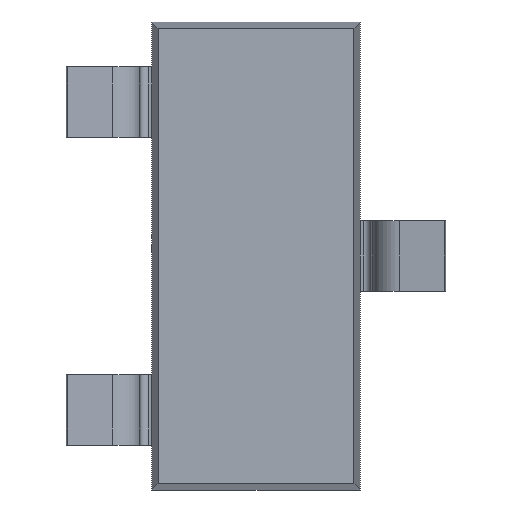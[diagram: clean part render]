
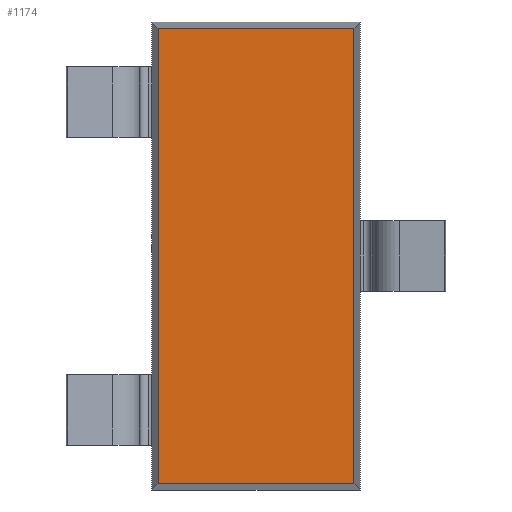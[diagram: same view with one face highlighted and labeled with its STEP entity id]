
A CAD part, front view. The second image highlights one B-rep face of the part: STEP entity #1174.
In plain terms, the highlighted planar face has unit normal (0, -1, 0).
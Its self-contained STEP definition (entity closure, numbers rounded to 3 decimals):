
#152 = CARTESIAN_POINT ( 'NONE',  ( 0.611, 0.1, 1.421 ) ) ;
#182 = VECTOR ( 'NONE', #538, 1000. ) ;
#220 = PLANE ( 'NONE',  #1182 ) ;
#246 = VERTEX_POINT ( 'NONE', #812 ) ;
#254 = EDGE_CURVE ( 'NONE', #1119, #732, #1468, .T. ) ;
#295 = DIRECTION ( 'NONE',  ( 0., 0., 1. ) ) ;
#297 = EDGE_CURVE ( 'NONE', #246, #1119, #401, .T. ) ;
#321 = DIRECTION ( 'NONE',  ( 0., 0., -1. ) ) ;
#348 = EDGE_CURVE ( 'NONE', #732, #436, #1585, .T. ) ;
#401 = LINE ( 'NONE', #918, #830 ) ;
#407 = VECTOR ( 'NONE', #295, 1000. ) ;
#436 = VERTEX_POINT ( 'NONE', #817 ) ;
#449 = CARTESIAN_POINT ( 'NONE',  ( -0.611, 0.1, 1.46 ) ) ;
#538 = DIRECTION ( 'NONE',  ( -1., 0., 0. ) ) ;
#581 = LINE ( 'NONE', #449, #1549 ) ;
#703 = EDGE_CURVE ( 'NONE', #436, #246, #581, .T. ) ;
#732 = VERTEX_POINT ( 'NONE', #152 ) ;
#797 = DIRECTION ( 'NONE',  ( 0., 0., -1. ) ) ;
#807 = CARTESIAN_POINT ( 'NONE',  ( 0., 0.1, 0. ) ) ;
#812 = CARTESIAN_POINT ( 'NONE',  ( -0.611, 0.1, -1.421 ) ) ;
#817 = CARTESIAN_POINT ( 'NONE',  ( -0.611, 0.1, 1.421 ) ) ;
#820 = ORIENTED_EDGE ( 'NONE', *, *, #297, .T. ) ;
#830 = VECTOR ( 'NONE', #1204, 1000. ) ;
#853 = ORIENTED_EDGE ( 'NONE', *, *, #348, .T. ) ;
#918 = CARTESIAN_POINT ( 'NONE',  ( -0.65, 0.1, -1.421 ) ) ;
#1019 = ORIENTED_EDGE ( 'NONE', *, *, #703, .T. ) ;
#1119 = VERTEX_POINT ( 'NONE', #1686 ) ;
#1174 = ADVANCED_FACE ( 'NONE', ( #1531 ), #220, .T. ) ;
#1178 = ORIENTED_EDGE ( 'NONE', *, *, #254, .T. ) ;
#1182 = AXIS2_PLACEMENT_3D ( 'NONE', #807, #1700, #797 ) ;
#1204 = DIRECTION ( 'NONE',  ( 1., 0., 0. ) ) ;
#1343 = EDGE_LOOP ( 'NONE', ( #820, #1178, #853, #1019 ) ) ;
#1459 = CARTESIAN_POINT ( 'NONE',  ( 0.65, 0.1, 1.421 ) ) ;
#1468 = LINE ( 'NONE', #1705, #407 ) ;
#1531 = FACE_OUTER_BOUND ( 'NONE', #1343, .T. ) ;
#1549 = VECTOR ( 'NONE', #321, 1000. ) ;
#1585 = LINE ( 'NONE', #1459, #182 ) ;
#1686 = CARTESIAN_POINT ( 'NONE',  ( 0.611, 0.1, -1.421 ) ) ;
#1700 = DIRECTION ( 'NONE',  ( 0., -1., 0. ) ) ;
#1705 = CARTESIAN_POINT ( 'NONE',  ( 0.611, 0.1, -1.46 ) ) ;
